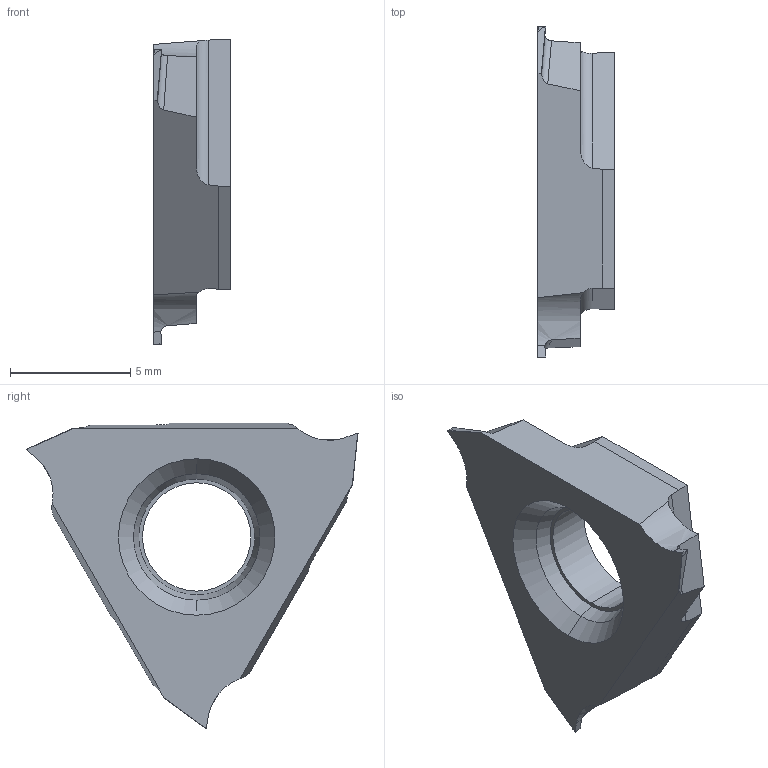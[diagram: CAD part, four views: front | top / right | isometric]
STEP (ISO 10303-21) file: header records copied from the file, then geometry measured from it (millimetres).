
FILE_DESCRIPTION(/* description */ (''),/* implementation_level */ '2;1');
FILE_NAME(/* name */ 'GTAT03306V3L-E.stp',/* time_stamp */ '2021-12-22T08:51:15+09:00',/* author */ (''),/* organization */ (''),/* preprocessor_version */ 'ST-DEVELOPER v16',/* originating_system */ 'SIEMENS PLM Software NX 10.0',/* authorisation */ '');
FILE_SCHEMA (('AUTOMOTIVE_DESIGN { 1 0 10303 214 3 1 1 1 }'));
Length unit declared in the file: millimetre
Products named in the file (1): GTAT03306V3L-E
Bounding box: 3.18 x 13.79 x 12.68 mm (x, y, z)
Volume: 219.1 mm3; surface area: 322.3 mm2
Topology: 1 solids, 1 shells, 63 faces, 202 edges, 171 vertices
Faces by surface type: plane 30, cylinder 17, bspline 9, cone 4, extrusion 3
Entity records: 2971 total; most frequent: CARTESIAN_POINT 1229, ORIENTED_EDGE 350, DIRECTION 271, EDGE_CURVE 175, VERTEX_POINT 115, VECTOR 111, LINE 108, AXIS2_PLACEMENT_3D 80
